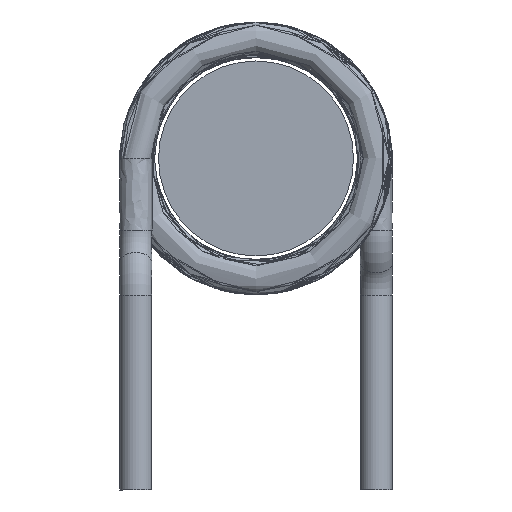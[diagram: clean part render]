
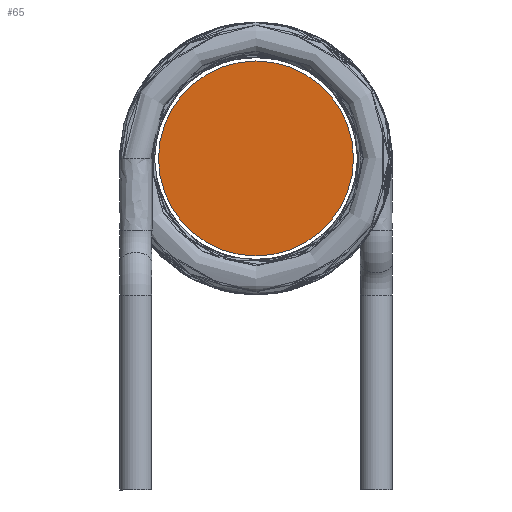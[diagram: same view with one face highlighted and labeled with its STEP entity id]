
A CAD part, front view. The second image highlights one B-rep face of the part: STEP entity #65.
In plain terms, the highlighted planar face has unit normal (0, -1, 0).
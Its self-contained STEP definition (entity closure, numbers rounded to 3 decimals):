
#65 = ADVANCED_FACE( '', ( #130 ), #131, .F. );
#130 = FACE_OUTER_BOUND( '', #229, .T. );
#131 = PLANE( '', #230 );
#229 = EDGE_LOOP( '', ( #2108 ) );
#230 = AXIS2_PLACEMENT_3D( '', #2109, #2110, #2111 );
#2108 = ORIENTED_EDGE( '', *, *, #2136, .F. );
#2109 = CARTESIAN_POINT( '', ( 0., -7.7, 0. ) );
#2110 = DIRECTION( '', ( 0., 1., 0. ) );
#2111 = DIRECTION( '', ( 0., 0., 1. ) );
#2136 = EDGE_CURVE( '', #2166, #2166, #2167, .T. );
#2166 = VERTEX_POINT( '', #2221 );
#2167 = CIRCLE( '', #2222, 1.5 );
#2221 = CARTESIAN_POINT( '', ( 1.5, -7.7, 0. ) );
#2222 = AXIS2_PLACEMENT_3D( '', #2274, #2275, #2276 );
#2274 = CARTESIAN_POINT( '', ( 0., -7.7, 0. ) );
#2275 = DIRECTION( '', ( 0., 1., 0. ) );
#2276 = DIRECTION( '', ( 1., 0., 0. ) );
